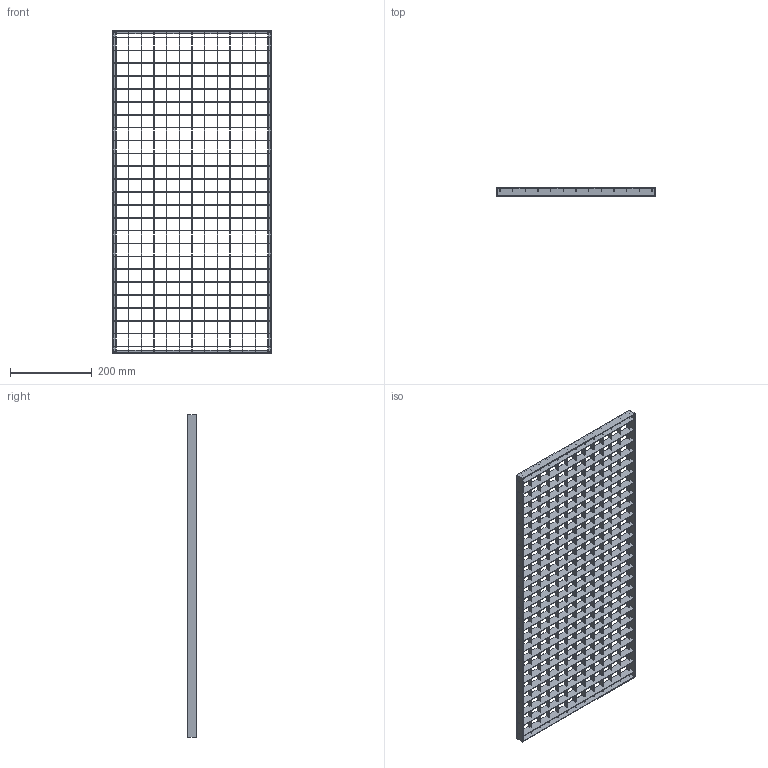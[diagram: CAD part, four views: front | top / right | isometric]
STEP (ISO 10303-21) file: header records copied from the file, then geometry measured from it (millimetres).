
FILE_DESCRIPTION (( 'STEP AP203' ), '1' );
FILE_NAME ('23-39793020-7.step', '2015-08-26T22:54:46', ( '' ), ( '' ), 'SwSTEP 2.0', 'SolidWorks 2015', '' );
FILE_SCHEMA (( 'CONFIG_CONTROL_DESIGN' ));
Length unit declared in the file: millimetre
Products named in the file (1): 23-39793020-7
Bounding box: 390 x 20 x 790 mm (x, y, z)
Volume: 507513 mm3; surface area: 748957 mm2
Topology: 1 solids, 1 shells, 1286 faces, 4856 edges, 3232 vertices
Faces by surface type: plane 1286
Entity records: 51610 total; most frequent: ORIENTED_EDGE 9712, CARTESIAN_POINT 9390, DIRECTION 7425, EDGE_CURVE 4856, VECTOR 4851, LINE 4851, VERTEX_POINT 3232, EDGE_LOOP 1674
